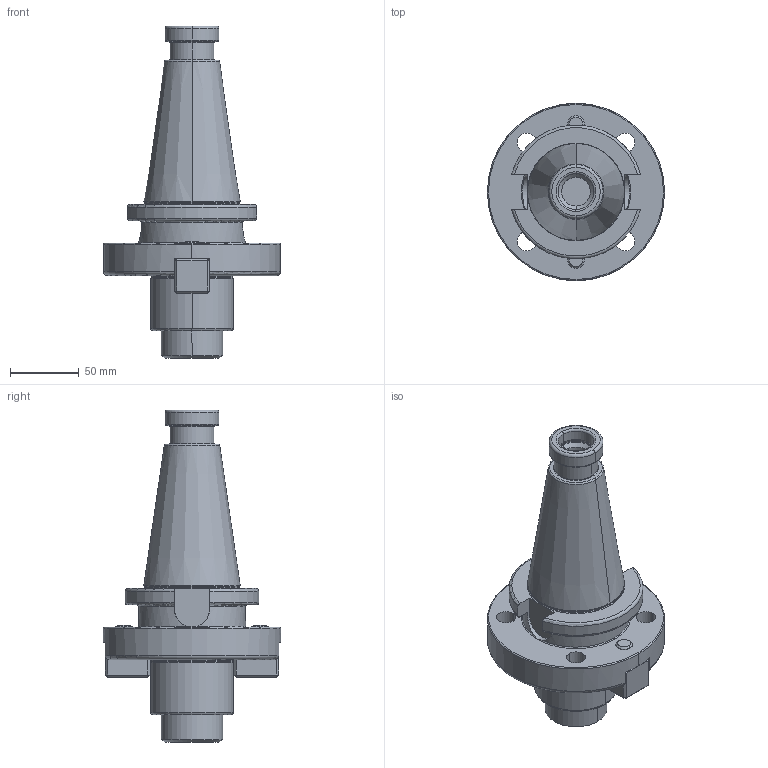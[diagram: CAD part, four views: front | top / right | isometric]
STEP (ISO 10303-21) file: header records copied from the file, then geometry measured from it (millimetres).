
FILE_DESCRIPTION((''),'2;1');
FILE_NAME('501_11_60','2020-09-14T',('103090'),(''),'CREO PARAMETRIC BY PTC INC, 2016260','CREO PARAMETRIC BY PTC INC, 2016260','');
FILE_SCHEMA(('CONFIG_CONTROL_DESIGN'));
Length unit declared in the file: millimetre
Products named in the file (1): 501_11_60
Bounding box: 129 x 129 x 241.8 mm (x, y, z)
Volume: 838336.2 mm3; surface area: 101424.2 mm2
Topology: 1 solids, 5 shells, 269 faces, 612 edges, 356 vertices
Faces by surface type: plane 109, cylinder 62, cone 52, torus 46
Entity records: 7986 total; most frequent: CARTESIAN_POINT 1824, DIRECTION 1350, ORIENTED_EDGE 1224, EDGE_CURVE 612, AXIS2_PLACEMENT_3D 530, VERTEX_POINT 356, EDGE_LOOP 298, VECTOR 290
